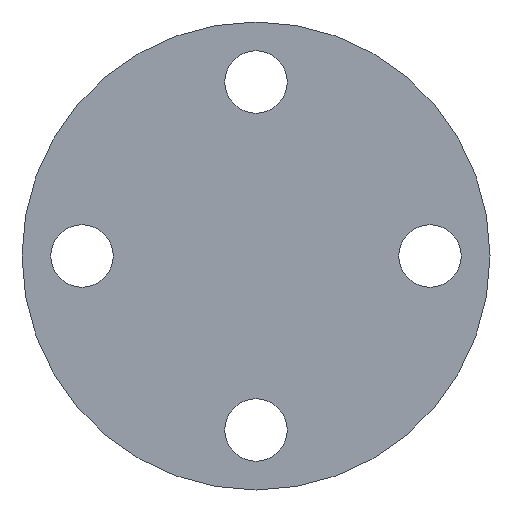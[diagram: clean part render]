
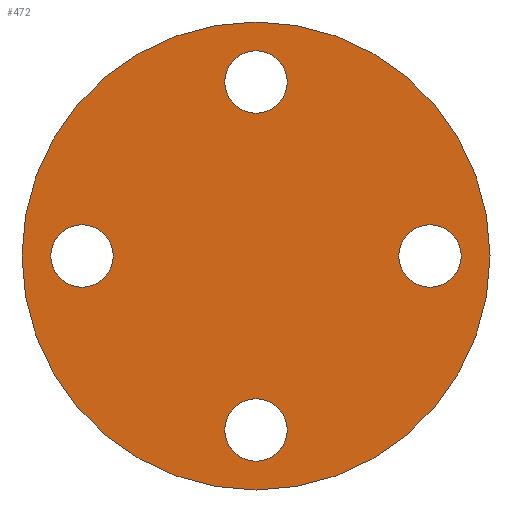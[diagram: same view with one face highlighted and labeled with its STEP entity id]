
A CAD part, front view. The second image highlights one B-rep face of the part: STEP entity #472.
In plain terms, the highlighted planar face has unit normal (0, -1, 0).
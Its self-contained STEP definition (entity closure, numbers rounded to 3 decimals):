
#1 = DIRECTION ( 'NONE',  ( 0., 1., 0. ) ) ;
#7 = DIRECTION ( 'NONE',  ( 0., 0., 1. ) ) ;
#20 = EDGE_CURVE ( 'NONE', #189, #456, #50, .T. ) ;
#23 = ORIENTED_EDGE ( 'NONE', *, *, #195, .T. ) ;
#27 = ORIENTED_EDGE ( 'NONE', *, *, #87, .T. ) ;
#28 = AXIS2_PLACEMENT_3D ( 'NONE', #334, #464, #125 ) ;
#31 = ORIENTED_EDGE ( 'NONE', *, *, #222, .F. ) ;
#32 = FACE_BOUND ( 'NONE', #273, .T. ) ;
#33 = VERTEX_POINT ( 'NONE', #80 ) ;
#37 = EDGE_CURVE ( 'NONE', #456, #189, #508, .T. ) ;
#40 = DIRECTION ( 'NONE',  ( 0., 1., 0. ) ) ;
#43 = DIRECTION ( 'NONE',  ( 0., 1., 0. ) ) ;
#49 = DIRECTION ( 'NONE',  ( 0., 1., 0. ) ) ;
#50 = CIRCLE ( 'NONE', #442, 13. ) ;
#53 = CIRCLE ( 'NONE', #305, 13. ) ;
#55 = CARTESIAN_POINT ( 'NONE',  ( -59.5, 0., 0. ) ) ;
#68 = CIRCLE ( 'NONE', #365, 97.5 ) ;
#78 = EDGE_CURVE ( 'NONE', #324, #33, #231, .T. ) ;
#80 = CARTESIAN_POINT ( 'NONE',  ( 85.5, 0., 0. ) ) ;
#87 = EDGE_CURVE ( 'NONE', #33, #324, #109, .T. ) ;
#90 = CARTESIAN_POINT ( 'NONE',  ( 72.5, 0., 0. ) ) ;
#107 = PLANE ( 'NONE',  #374 ) ;
#109 = CIRCLE ( 'NONE', #297, 13. ) ;
#125 = DIRECTION ( 'NONE',  ( 0., 0., -1. ) ) ;
#126 = DIRECTION ( 'NONE',  ( 0., 0., 1. ) ) ;
#134 = AXIS2_PLACEMENT_3D ( 'NONE', #215, #43, #174 ) ;
#138 = CARTESIAN_POINT ( 'NONE',  ( 0., 0., 0. ) ) ;
#150 = EDGE_CURVE ( 'NONE', #371, #234, #53, .T. ) ;
#154 = CARTESIAN_POINT ( 'NONE',  ( 0., 0., 97.5 ) ) ;
#156 = EDGE_LOOP ( 'NONE', ( #501, #23 ) ) ;
#159 = EDGE_LOOP ( 'NONE', ( #491, #541 ) ) ;
#160 = CARTESIAN_POINT ( 'NONE',  ( 59.5, 0., 0. ) ) ;
#163 = CARTESIAN_POINT ( 'NONE',  ( 0., 0., -97.5 ) ) ;
#168 = EDGE_CURVE ( 'NONE', #234, #371, #479, .T. ) ;
#172 = DIRECTION ( 'NONE',  ( 0., 1., 0. ) ) ;
#174 = DIRECTION ( 'NONE',  ( -1., 0., 0. ) ) ;
#179 = CARTESIAN_POINT ( 'NONE',  ( 0., 0., -72.5 ) ) ;
#188 = CARTESIAN_POINT ( 'NONE',  ( 0., 0., -59.5 ) ) ;
#189 = VERTEX_POINT ( 'NONE', #480 ) ;
#195 = EDGE_CURVE ( 'NONE', #226, #236, #247, .T. ) ;
#207 = CARTESIAN_POINT ( 'NONE',  ( 0., 0., 72.5 ) ) ;
#211 = DIRECTION ( 'NONE',  ( 0., 1., 0. ) ) ;
#215 = CARTESIAN_POINT ( 'NONE',  ( 72.5, 0., 0. ) ) ;
#222 = EDGE_CURVE ( 'NONE', #360, #525, #408, .T. ) ;
#226 = VERTEX_POINT ( 'NONE', #304 ) ;
#231 = CIRCLE ( 'NONE', #134, 13. ) ;
#234 = VERTEX_POINT ( 'NONE', #55 ) ;
#236 = VERTEX_POINT ( 'NONE', #188 ) ;
#237 = FACE_BOUND ( 'NONE', #313, .T. ) ;
#247 = CIRCLE ( 'NONE', #280, 13. ) ;
#261 = ORIENTED_EDGE ( 'NONE', *, *, #168, .T. ) ;
#273 = EDGE_LOOP ( 'NONE', ( #410, #27 ) ) ;
#280 = AXIS2_PLACEMENT_3D ( 'NONE', #179, #435, #7 ) ;
#297 = AXIS2_PLACEMENT_3D ( 'NONE', #90, #507, #505 ) ;
#304 = CARTESIAN_POINT ( 'NONE',  ( 0., 0., -85.5 ) ) ;
#305 = AXIS2_PLACEMENT_3D ( 'NONE', #428, #49, #382 ) ;
#307 = DIRECTION ( 'NONE',  ( 0., 1., 0. ) ) ;
#313 = EDGE_LOOP ( 'NONE', ( #261, #482 ) ) ;
#323 = AXIS2_PLACEMENT_3D ( 'NONE', #138, #307, #385 ) ;
#324 = VERTEX_POINT ( 'NONE', #160 ) ;
#328 = DIRECTION ( 'NONE',  ( 0., 0., 1. ) ) ;
#334 = CARTESIAN_POINT ( 'NONE',  ( 0., 0., 72.5 ) ) ;
#348 = DIRECTION ( 'NONE',  ( 1., 0., 0. ) ) ;
#352 = EDGE_LOOP ( 'NONE', ( #437, #31 ) ) ;
#360 = VERTEX_POINT ( 'NONE', #154 ) ;
#363 = CARTESIAN_POINT ( 'NONE',  ( -85.5, 0., 0. ) ) ;
#365 = AXIS2_PLACEMENT_3D ( 'NONE', #511, #172, #126 ) ;
#371 = VERTEX_POINT ( 'NONE', #363 ) ;
#374 = AXIS2_PLACEMENT_3D ( 'NONE', #448, #40, #426 ) ;
#378 = DIRECTION ( 'NONE',  ( 0., 0., -1. ) ) ;
#379 = AXIS2_PLACEMENT_3D ( 'NONE', #444, #481, #348 ) ;
#382 = DIRECTION ( 'NONE',  ( 1., 0., 0. ) ) ;
#385 = DIRECTION ( 'NONE',  ( 0., 0., 1. ) ) ;
#391 = AXIS2_PLACEMENT_3D ( 'NONE', #550, #1, #328 ) ;
#408 = CIRCLE ( 'NONE', #323, 97.5 ) ;
#409 = FACE_BOUND ( 'NONE', #159, .T. ) ;
#410 = ORIENTED_EDGE ( 'NONE', *, *, #78, .T. ) ;
#426 = DIRECTION ( 'NONE',  ( 0., 0., 1. ) ) ;
#428 = CARTESIAN_POINT ( 'NONE',  ( -72.5, 0., 0. ) ) ;
#435 = DIRECTION ( 'NONE',  ( 0., 1., 0. ) ) ;
#437 = ORIENTED_EDGE ( 'NONE', *, *, #537, .F. ) ;
#442 = AXIS2_PLACEMENT_3D ( 'NONE', #207, #211, #378 ) ;
#444 = CARTESIAN_POINT ( 'NONE',  ( -72.5, 0., 0. ) ) ;
#448 = CARTESIAN_POINT ( 'NONE',  ( 0., 0., 0. ) ) ;
#456 = VERTEX_POINT ( 'NONE', #500 ) ;
#464 = DIRECTION ( 'NONE',  ( 0., 1., 0. ) ) ;
#472 = ADVANCED_FACE ( 'NONE', ( #237, #409, #32, #542, #486 ), #107, .F. ) ;
#479 = CIRCLE ( 'NONE', #379, 13. ) ;
#480 = CARTESIAN_POINT ( 'NONE',  ( 0., 0., 59.5 ) ) ;
#481 = DIRECTION ( 'NONE',  ( 0., 1., 0. ) ) ;
#482 = ORIENTED_EDGE ( 'NONE', *, *, #150, .T. ) ;
#486 = FACE_OUTER_BOUND ( 'NONE', #352, .T. ) ;
#491 = ORIENTED_EDGE ( 'NONE', *, *, #20, .T. ) ;
#494 = CIRCLE ( 'NONE', #391, 13. ) ;
#500 = CARTESIAN_POINT ( 'NONE',  ( 0., 0., 85.5 ) ) ;
#501 = ORIENTED_EDGE ( 'NONE', *, *, #520, .T. ) ;
#505 = DIRECTION ( 'NONE',  ( -1., 0., 0. ) ) ;
#507 = DIRECTION ( 'NONE',  ( 0., 1., 0. ) ) ;
#508 = CIRCLE ( 'NONE', #28, 13. ) ;
#511 = CARTESIAN_POINT ( 'NONE',  ( 0., 0., 0. ) ) ;
#520 = EDGE_CURVE ( 'NONE', #236, #226, #494, .T. ) ;
#525 = VERTEX_POINT ( 'NONE', #163 ) ;
#537 = EDGE_CURVE ( 'NONE', #525, #360, #68, .T. ) ;
#541 = ORIENTED_EDGE ( 'NONE', *, *, #37, .T. ) ;
#542 = FACE_BOUND ( 'NONE', #156, .T. ) ;
#550 = CARTESIAN_POINT ( 'NONE',  ( 0., 0., -72.5 ) ) ;
